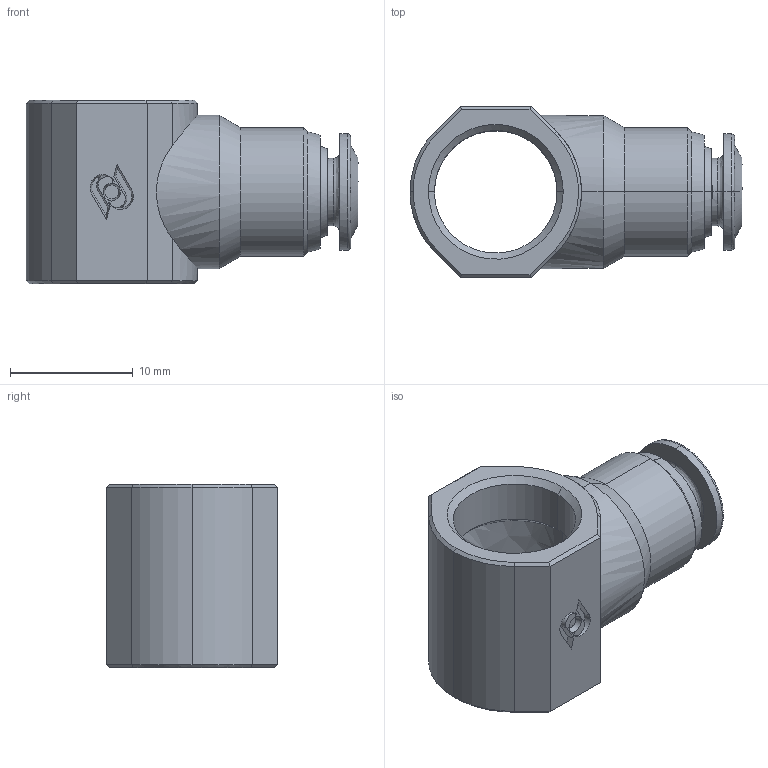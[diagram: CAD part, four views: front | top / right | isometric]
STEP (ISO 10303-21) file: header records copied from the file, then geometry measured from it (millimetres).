
FILE_DESCRIPTION (( 'STEP AP214' ), '1' );
FILE_NAME ('BBS-G01-04_ME.STEP', '2018-09-05T06:56:06', ( '' ), ( '' ), 'SwSTEP 2.0', 'SolidWorks 2018', '' );
FILE_SCHEMA (( 'AUTOMOTIVE_DESIGN' ));
Length unit declared in the file: millimetre
Products named in the file (1): BBS-G01-04_ME
Bounding box: 27.1 x 14 x 15 mm (x, y, z)
Volume: 2193.3 mm3; surface area: 1882.8 mm2
Topology: 1 solids, 1 shells, 119 faces, 277 edges, 169 vertices
Faces by surface type: bspline 119
Entity records: 4522 total; most frequent: CARTESIAN_POINT 2837, ORIENTED_EDGE 554, EDGE_CURVE 277, B_SPLINE_CURVE_WITH_KNOTS 206, VERTEX_POINT 169, EDGE_LOOP 134, FACE_OUTER_BOUND 119, ADVANCED_FACE 119
